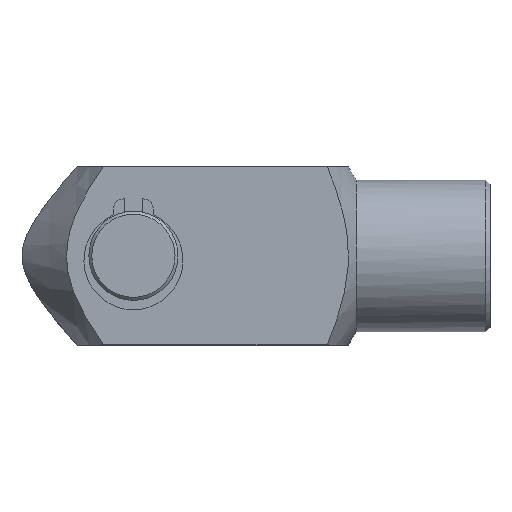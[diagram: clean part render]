
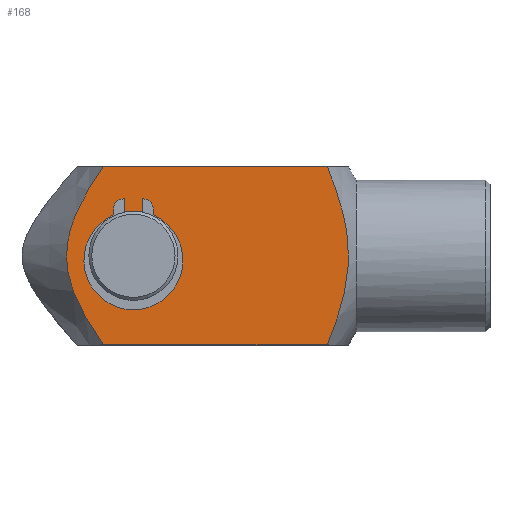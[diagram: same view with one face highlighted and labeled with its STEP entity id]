
A CAD part, top view. The second image highlights one B-rep face of the part: STEP entity #168.
In plain terms, the highlighted planar face has unit normal (0, 0, 1).
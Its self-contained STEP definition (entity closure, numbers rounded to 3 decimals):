
#168 = ADVANCED_FACE( '', ( #353, #354 ), #355, .F. );
#353 = FACE_BOUND( '', #544, .T. );
#354 = FACE_OUTER_BOUND( '', #545, .T. );
#355 = PLANE( '', #546 );
#544 = EDGE_LOOP( '', ( #955 ) );
#545 = EDGE_LOOP( '', ( #956, #957, #958, #959 ) );
#546 = AXIS2_PLACEMENT_3D( '', #960, #961, #962 );
#955 = ORIENTED_EDGE( '', *, *, #1132, .F. );
#956 = ORIENTED_EDGE( '', *, *, #1171, .F. );
#957 = ORIENTED_EDGE( '', *, *, #1154, .F. );
#958 = ORIENTED_EDGE( '', *, *, #1039, .F. );
#959 = ORIENTED_EDGE( '', *, *, #1024, .T. );
#960 = CARTESIAN_POINT( '', ( -25., 20., 20. ) );
#961 = DIRECTION( '', ( 0., 0., -1. ) );
#962 = DIRECTION( '', ( -1., 0., 0. ) );
#1024 = EDGE_CURVE( '', #1194, #1191, #1195, .T. );
#1039 = EDGE_CURVE( '', #1194, #1218, #1221, .T. );
#1132 = EDGE_CURVE( '', #1369, #1369, #1370, .F. );
#1154 = EDGE_CURVE( '', #1218, #1399, #1400, .T. );
#1171 = EDGE_CURVE( '', #1399, #1191, #1418, .F. );
#1191 = VERTEX_POINT( '', #1439 );
#1194 = VERTEX_POINT( '', #1467 );
#1195 = LINE( '', #1468, #1469 );
#1218 = VERTEX_POINT( '', #1514 );
#1221 = B_SPLINE_CURVE_WITH_KNOTS( '', 3, ( #1559, #1560, #1561, #1562, #1563, #1564, #1565, #1566, #1567, #1568, #1569, #1570, #1571, #1572, #1573, #1574, #1575, #1576, #1577, #1578, #1579, #1580, #1581, #1582, #1583, #1584, #1585, #1586, #1587, #1588 ), .UNSPECIFIED., .F., .F., ( 4, 2, 2, 2, 2, 2, 2, 2, 2, 2, 2, 2, 2, 2, 4 ), ( 0.113, 0.118, 0.121, 0.124, 0.129, 0.13, 0.132, 0.134, 0.137, 0.138, 0.14, 0.145, 0.148, 0.15, 0.156 ), .UNSPECIFIED. );
#1369 = VERTEX_POINT( '', #1836 );
#1370 = CIRCLE( '', #1837, 10. );
#1399 = VERTEX_POINT( '', #1872 );
#1400 = LINE( '', #1873, #1874 );
#1418 = B_SPLINE_CURVE_WITH_KNOTS( '', 3, ( #1949, #1950, #1951, #1952, #1953, #1954, #1955, #1956, #1957, #1958, #1959, #1960, #1961, #1962, #1963, #1964, #1965, #1966, #1967, #1968, #1969, #1970, #1971, #1972, #1973, #1974 ), .UNSPECIFIED., .F., .F., ( 4, 2, 2, 2, 2, 2, 2, 2, 2, 2, 2, 2, 4 ), ( 0.024, 0.026, 0.029, 0.034, 0.039, 0.044, 0.046, 0.047, 0.05, 0.055, 0.06, 0.063, 0.065 ), .UNSPECIFIED. );
#1439 = CARTESIAN_POINT( '', ( 43.485, -20., 20. ) );
#1467 = CARTESIAN_POINT( '', ( -6.716, -20., 20. ) );
#1468 = CARTESIAN_POINT( '', ( -25., -20., 20. ) );
#1469 = VECTOR( '', #1996, 1000. );
#1514 = CARTESIAN_POINT( '', ( -6.716, 20., 20. ) );
#1559 = CARTESIAN_POINT( '', ( -6.716, -20., 20. ) );
#1560 = CARTESIAN_POINT( '', ( -7.759, -18.525, 20. ) );
#1561 = CARTESIAN_POINT( '', ( -8.767, -17.019, 20. ) );
#1562 = CARTESIAN_POINT( '', ( -10.196, -14.684, 20. ) );
#1563 = CARTESIAN_POINT( '', ( -10.657, -13.893, 20. ) );
#1564 = CARTESIAN_POINT( '', ( -11.543, -12.276, 20. ) );
#1565 = CARTESIAN_POINT( '', ( -11.963, -11.456, 20. ) );
#1566 = CARTESIAN_POINT( '', ( -13.132, -8.964, 20. ) );
#1567 = CARTESIAN_POINT( '', ( -13.793, -7.258, 20. ) );
#1568 = CARTESIAN_POINT( '', ( -14.38, -5.035, 20. ) );
#1569 = CARTESIAN_POINT( '', ( -14.486, -4.586, 20. ) );
#1570 = CARTESIAN_POINT( '', ( -14.67, -3.678, 20. ) );
#1571 = CARTESIAN_POINT( '', ( -14.748, -3.22, 20. ) );
#1572 = CARTESIAN_POINT( '', ( -14.935, -1.849, 20. ) );
#1573 = CARTESIAN_POINT( '', ( -14.999, -0.935, 20. ) );
#1574 = CARTESIAN_POINT( '', ( -15.001, 0.895, 20. ) );
#1575 = CARTESIAN_POINT( '', ( -14.939, 1.811, 20. ) );
#1576 = CARTESIAN_POINT( '', ( -14.753, 3.186, 20. ) );
#1577 = CARTESIAN_POINT( '', ( -14.675, 3.645, 20. ) );
#1578 = CARTESIAN_POINT( '', ( -14.494, 4.551, 20. ) );
#1579 = CARTESIAN_POINT( '', ( -14.389, 4.999, 20. ) );
#1580 = CARTESIAN_POINT( '', ( -13.806, 7.219, 20. ) );
#1581 = CARTESIAN_POINT( '', ( -13.148, 8.927, 20. ) );
#1582 = CARTESIAN_POINT( '', ( -11.978, 11.425, 20. ) );
#1583 = CARTESIAN_POINT( '', ( -11.557, 12.25, 20. ) );
#1584 = CARTESIAN_POINT( '', ( -10.674, 13.864, 20. ) );
#1585 = CARTESIAN_POINT( '', ( -10.213, 14.656, 20. ) );
#1586 = CARTESIAN_POINT( '', ( -8.782, 16.997, 20. ) );
#1587 = CARTESIAN_POINT( '', ( -7.767, 18.513, 20. ) );
#1588 = CARTESIAN_POINT( '', ( -6.716, 20., 20. ) );
#1836 = CARTESIAN_POINT( '', ( -10., 0., 20. ) );
#1837 = AXIS2_PLACEMENT_3D( '', #2151, #2152, #2153 );
#1872 = CARTESIAN_POINT( '', ( 43.485, 20., 20. ) );
#1873 = CARTESIAN_POINT( '', ( -25., 20., 20. ) );
#1874 = VECTOR( '', #2181, 1000. );
#1949 = CARTESIAN_POINT( '', ( 43.485, -20., 20. ) );
#1950 = CARTESIAN_POINT( '', ( 43.811, -19.201, 20. ) );
#1951 = CARTESIAN_POINT( '', ( 44.13, -18.397, 20. ) );
#1952 = CARTESIAN_POINT( '', ( 44.746, -16.782, 20. ) );
#1953 = CARTESIAN_POINT( '', ( 45.044, -15.968, 20. ) );
#1954 = CARTESIAN_POINT( '', ( 45.897, -13.521, 20. ) );
#1955 = CARTESIAN_POINT( '', ( 46.412, -11.879, 20. ) );
#1956 = CARTESIAN_POINT( '', ( 47.283, -8.563, 20. ) );
#1957 = CARTESIAN_POINT( '', ( 47.639, -6.89, 20. ) );
#1958 = CARTESIAN_POINT( '', ( 48.131, -3.501, 20. ) );
#1959 = CARTESIAN_POINT( '', ( 48.266, -1.784, 20. ) );
#1960 = CARTESIAN_POINT( '', ( 48.268, 0.394, 20. ) );
#1961 = CARTESIAN_POINT( '', ( 48.261, 0.833, 20. ) );
#1962 = CARTESIAN_POINT( '', ( 48.229, 1.705, 20. ) );
#1963 = CARTESIAN_POINT( '', ( 48.205, 2.139, 20. ) );
#1964 = CARTESIAN_POINT( '', ( 48.109, 3.436, 20. ) );
#1965 = CARTESIAN_POINT( '', ( 48.014, 4.295, 20. ) );
#1966 = CARTESIAN_POINT( '', ( 47.646, 6.852, 20. ) );
#1967 = CARTESIAN_POINT( '', ( 47.29, 8.533, 20. ) );
#1968 = CARTESIAN_POINT( '', ( 46.417, 11.861, 20. ) );
#1969 = CARTESIAN_POINT( '', ( 45.901, 13.508, 20. ) );
#1970 = CARTESIAN_POINT( '', ( 45.046, 15.962, 20. ) );
#1971 = CARTESIAN_POINT( '', ( 44.747, 16.777, 20. ) );
#1972 = CARTESIAN_POINT( '', ( 44.13, 18.396, 20. ) );
#1973 = CARTESIAN_POINT( '', ( 43.812, 19.2, 20. ) );
#1974 = CARTESIAN_POINT( '', ( 43.485, 20., 20. ) );
#1996 = DIRECTION( '', ( 1., 0., 0. ) );
#2151 = CARTESIAN_POINT( '', ( 0., 0., 20. ) );
#2152 = DIRECTION( '', ( 0., 0., -1. ) );
#2153 = DIRECTION( '', ( -1., 0., 0. ) );
#2181 = DIRECTION( '', ( 1., 0., 0. ) );
